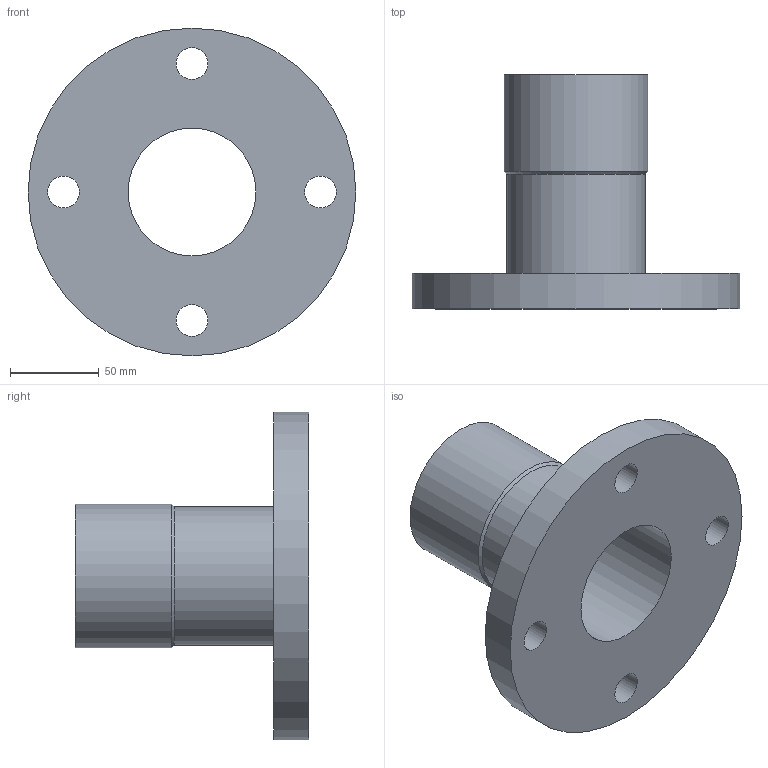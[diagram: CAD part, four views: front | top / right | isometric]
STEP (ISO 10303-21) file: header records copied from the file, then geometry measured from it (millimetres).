
FILE_DESCRIPTION(/* description */ ('Unknown'),/* implementation_level */ '2;1');
FILE_NAME(/* name */ 'F19DN76,1',/* time_stamp */ '2019-10-25T10:36:06+02:00',/* author */ ('Unknown'),/* organization */ ('Unknown'),/* preprocessor_version */ 'ST-DEVELOPER v16.7',/* originating_system */ 'DEX',/* authorisation */ $);
FILE_SCHEMA (('AUTOMOTIVE_DESIGN {1 0 10303 214 3 1 1}'));
Length unit declared in the file: millimetre
Products named in the file (1): F19DN76,1
Bounding box: 185 x 132 x 185 mm (x, y, z)
Volume: 509692 mm3; surface area: 118763.2 mm2
Topology: 1 solids, 1 shells, 14 faces, 34 edges, 24 vertices
Faces by surface type: cylinder 9, plane 4, cone 1
Full cylindrical faces by diameter (mm): 18 x4, 72.1 x1, 76 x1, 78 x1, 81 x1, 185 x1
Entity records: 374 total; most frequent: DIRECTION 66, CARTESIAN_POINT 51, ORIENTED_EDGE 36, EDGE_LOOP 36, FACE_BOUND 36, AXIS2_PLACEMENT_3D 33, EDGE_CURVE 18, VERTEX_POINT 18
